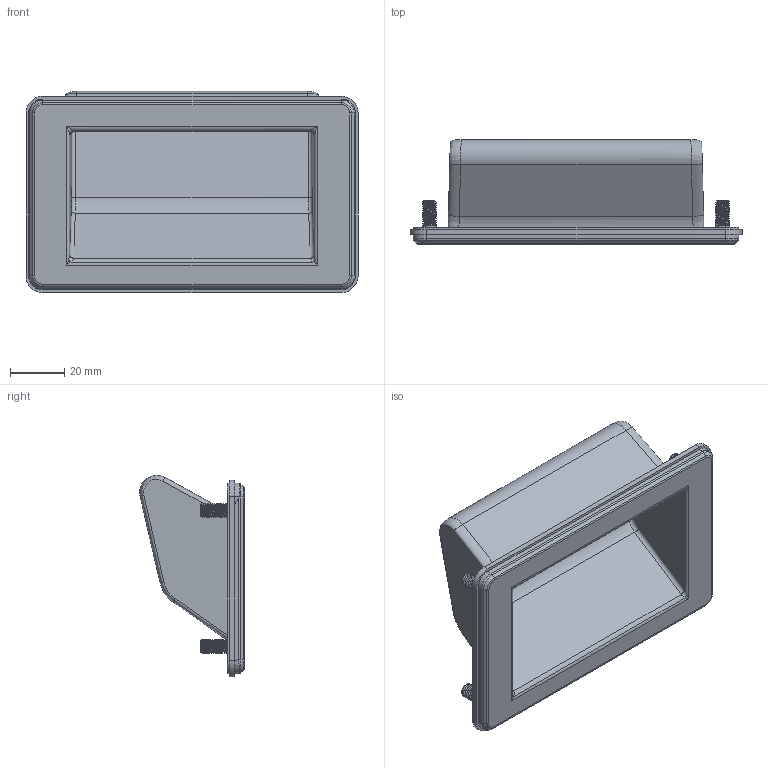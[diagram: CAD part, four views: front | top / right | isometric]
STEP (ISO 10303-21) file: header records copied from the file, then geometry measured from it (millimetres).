
FILE_DESCRIPTION (( 'STEP AP214' ), '1' );
FILE_NAME ('SK4-058.STEP', '2023-11-11T08:36:32', ( 'User' ), ( 'China' ), 'SwSTEP 2.0', 'SolidWorks 2020', '' );
FILE_SCHEMA (( 'AUTOMOTIVE_DESIGN' ));
Length unit declared in the file: millimetre
Products named in the file (4): 4-058-1B; 4-058-2B; SK4-058; LG-M05014S
Assembly tree (6 placements, depth 2):
  SK4-058
    4-058-2B
    LG-M05014S  x4
    4-058-1B
Bounding box: 122.36 x 38.49 x 74.18 mm (x, y, z)
Volume: 5068.5 mm3; surface area: 46435 mm2
Topology: 5 solids, 13 shells, 995 faces, 2760 edges, 1806 vertices
Faces by surface type: plane 547, bspline 216, cylinder 176, cone 56
Entity records: 28973 total; most frequent: CARTESIAN_POINT 15892, ORIENTED_EDGE 3077, DIRECTION 1952, EDGE_CURVE 1551, VERTEX_POINT 1006, VECTOR 842, LINE 842, EDGE_LOOP 626
